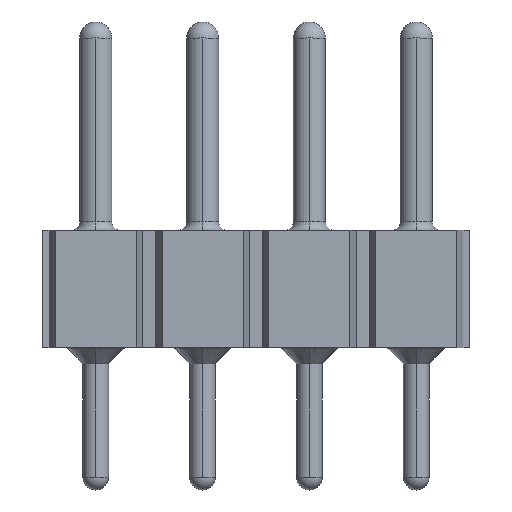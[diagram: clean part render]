
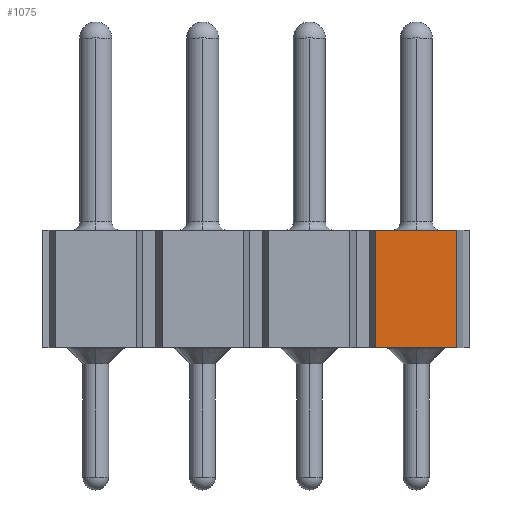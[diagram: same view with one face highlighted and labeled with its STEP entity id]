
A CAD part, top view. The second image highlights one B-rep face of the part: STEP entity #1075.
In plain terms, the highlighted planar face has unit normal (0, 0, 1).
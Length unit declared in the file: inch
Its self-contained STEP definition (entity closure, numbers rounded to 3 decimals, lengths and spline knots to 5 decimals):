
#12 = FACE_OUTER_BOUND ( 'NONE', #129, .T. ) ;
#129 = EDGE_LOOP ( 'NONE', ( #2474, #2100, #1535, #920 ) ) ;
#189 = DIRECTION ( 'NONE',  ( 1., 0., 0. ) ) ;
#201 = CARTESIAN_POINT ( 'NONE',  ( 0., -0.11, 0. ) ) ;
#375 = LINE ( 'NONE', #435, #2104 ) ;
#395 = VECTOR ( 'NONE', #2436, 39.37008 ) ;
#435 = CARTESIAN_POINT ( 'NONE',  ( 0., -0.11, 0. ) ) ;
#484 = VECTOR ( 'NONE', #2393, 39.37008 ) ;
#486 = AXIS2_PLACEMENT_3D ( 'NONE', #201, #624, #189 ) ;
#554 = LINE ( 'NONE', #2578, #484 ) ;
#572 = VERTEX_POINT ( 'NONE', #953 ) ;
#624 = DIRECTION ( 'NONE',  ( 0., 0., 1. ) ) ;
#723 = CARTESIAN_POINT ( 'NONE',  ( 0.37593, 0., 0. ) ) ;
#898 = VERTEX_POINT ( 'NONE', #723 ) ;
#917 = EDGE_CURVE ( 'NONE', #2513, #898, #554, .T. ) ;
#920 = ORIENTED_EDGE ( 'NONE', *, *, #2205, .F. ) ;
#953 = CARTESIAN_POINT ( 'NONE',  ( 0.3, -0.11, 0. ) ) ;
#1003 = LINE ( 'NONE', #2624, #1851 ) ;
#1075 = ADVANCED_FACE ( 'NONE', ( #12 ), #2243, .T. ) ;
#1215 = EDGE_CURVE ( 'NONE', #572, #1435, #1274, .T. ) ;
#1274 = LINE ( 'NONE', #2084, #395 ) ;
#1435 = VERTEX_POINT ( 'NONE', #1868 ) ;
#1535 = ORIENTED_EDGE ( 'NONE', *, *, #917, .T. ) ;
#1572 = DIRECTION ( 'NONE',  ( 1., 0., 0. ) ) ;
#1607 = DIRECTION ( 'NONE',  ( 1., 0., 0. ) ) ;
#1702 = EDGE_CURVE ( 'NONE', #572, #2513, #375, .T. ) ;
#1851 = VECTOR ( 'NONE', #1572, 39.37008 ) ;
#1868 = CARTESIAN_POINT ( 'NONE',  ( 0.3, 0., 0. ) ) ;
#1933 = CARTESIAN_POINT ( 'NONE',  ( 0.37593, -0.11, 0. ) ) ;
#2084 = CARTESIAN_POINT ( 'NONE',  ( 0.3, -0.11, 0. ) ) ;
#2100 = ORIENTED_EDGE ( 'NONE', *, *, #1702, .T. ) ;
#2104 = VECTOR ( 'NONE', #1607, 39.37008 ) ;
#2205 = EDGE_CURVE ( 'NONE', #1435, #898, #1003, .T. ) ;
#2243 = PLANE ( 'NONE',  #486 ) ;
#2393 = DIRECTION ( 'NONE',  ( 0., 1., 0. ) ) ;
#2436 = DIRECTION ( 'NONE',  ( 0., 1., 0. ) ) ;
#2474 = ORIENTED_EDGE ( 'NONE', *, *, #1215, .F. ) ;
#2513 = VERTEX_POINT ( 'NONE', #1933 ) ;
#2578 = CARTESIAN_POINT ( 'NONE',  ( 0.37593, -0.11, 0. ) ) ;
#2624 = CARTESIAN_POINT ( 'NONE',  ( 0., 0., 0. ) ) ;
